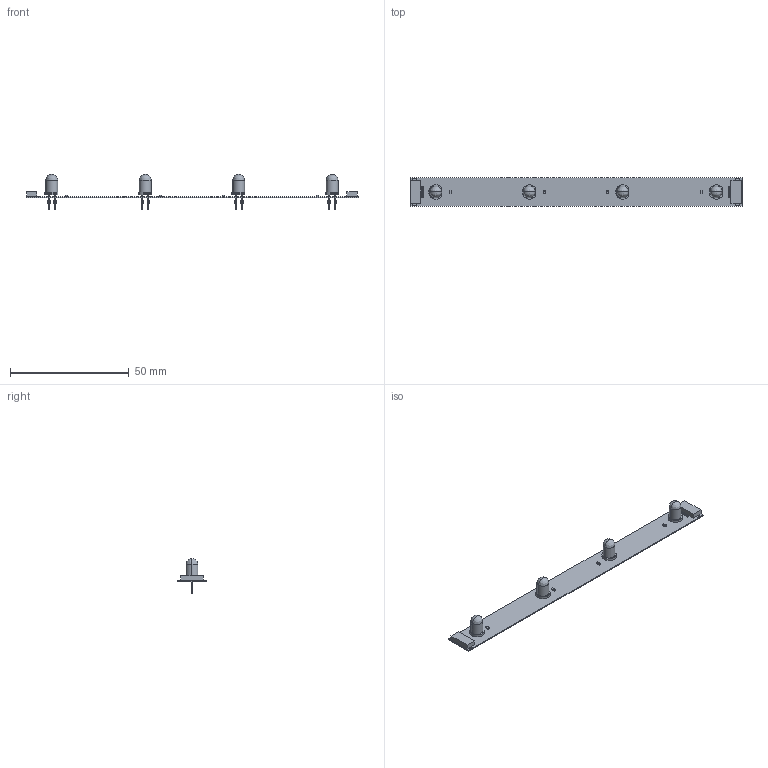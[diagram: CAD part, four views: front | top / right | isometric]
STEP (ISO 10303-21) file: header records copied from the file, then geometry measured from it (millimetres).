
FILE_DESCRIPTION(('Open CASCADE Model'),'2;1');
FILE_NAME('Open CASCADE Shape Model','2022-02-02T22:35:55',('Author'),( 'Open CASCADE'),'Open CASCADE STEP processor 6.8','Open CASCADE 6.8' ,'Unknown');
FILE_SCHEMA(('AUTOMOTIVE_DESIGN { 1 0 10303 214 1 1 1 1 }'));
Length unit declared in the file: millimetre
Products named in the file (39): PCB; Board; Open CASCADE STEP translator 6.8 1.1.1; R4; 5142520480; solidBody; Terminal; solidTop; R3; R2; R1; LED4; ALSRobot-LED_Red_5mm; ALSRobot-LED_Red_5mm_SW3dPS-LEDd5R_Open_CASCADE_STEP_translator_6.2_
836.1; ALSRobot-LED_Red_5mm_SW3dPS-LEDd5R_352699216; ALSRobot-LED_Red_5mm_SW3dPS-LEDd5R_Extruded3; ALSRobot-LED_Red_5mm_SW3dPS-LEDd5R_352705488; ALSRobot-LED_Red_5mm_SW3dPS-LEDd5R_Extruded; ALSRobot-LED_Red_5mm_SW3dPS-LEDd5R_352479760; ALSRobot-LED_Red_5mm_SW3dPS-LEDd5R_Cylinder; ALSRobot-LED_Red_5mm_SW3dPS-LEDd5R_352715600; ALSRobot-LED_Red_5mm_SW3dPS-LEDd5R_Extruded4; ALSRobot-LED_Red_5mm_SW3dPS-LEDd5R_352477856; ALSRobot-LED_Red_5mm_SW3dPS-LEDd5R_Sphere; ALSRobot-LED_Red_5mm_SW3dPS-LEDd5R_352707536; ALSRobot-LED_Red_5mm_SW3dPS-LEDd5R_Extruded2; ALSRobot-LED_Red_5mm_SW3dPS-LEDd5R_352699728; ALSRobot-LED_Red_5mm_SW3dPS-LEDd5R_Extruded1; LED3; LED2; LED1; J2; 5142514960; Body; Pins; J1; 5142516400
Assembly tree (46 placements, depth 6):
  PCB
    Board
      Open CASCADE STEP translator 6.8 1.1.1
    R4
      5142520480
        solidBody
        Terminal
        solidTop
    R3
      5142520480
        solidBody
        Terminal
        solidTop
    R2
      5142520480
        solidBody
        Terminal
        solidTop
    R1
      5142520480
        solidBody
        Terminal
        solidTop
    LED4
      ALSRobot-LED_Red_5mm
        ALSRobot-LED_Red_5mm_SW3dPS-LEDd5R_Open_CASCADE_STEP_translator_6.2_
836.1
          ALSRobot-LED_Red_5mm_SW3dPS-LEDd5R_352699216
            ALSRobot-LED_Red_5mm_SW3dPS-LEDd5R_Extruded3
          ALSRobot-LED_Red_5mm_SW3dPS-LEDd5R_352705488  x2
            ALSRobot-LED_Red_5mm_SW3dPS-LEDd5R_Extruded
          ALSRobot-LED_Red_5mm_SW3dPS-LEDd5R_352479760
            ALSRobot-LED_Red_5mm_SW3dPS-LEDd5R_Cylinder
          ALSRobot-LED_Red_5mm_SW3dPS-LEDd5R_352715600
            ALSRobot-LED_Red_5mm_SW3dPS-LEDd5R_Extruded4
          ALSRobot-LED_Red_5mm_SW3dPS-LEDd5R_352477856
            ALSRobot-LED_Red_5mm_SW3dPS-LEDd5R_Sphere
          ALSRobot-LED_Red_5mm_SW3dPS-LEDd5R_352707536  x2
            ALSRobot-LED_Red_5mm_SW3dPS-LEDd5R_Extruded2
          ALSRobot-LED_Red_5mm_SW3dPS-LEDd5R_352699728
            ALSRobot-LED_Red_5mm_SW3dPS-LEDd5R_Extruded1
    LED3
      ALSRobot-LED_Red_5mm
        ALSRobot-LED_Red_5mm_SW3dPS-LEDd5R_Open_CASCADE_STEP_translator_6.2_
836.1
          ALSRobot-LED_Red_5mm_SW3dPS-LEDd5R_352699216
            ALSRobot-LED_Red_5mm_SW3dPS-LEDd5R_Extruded3
          ALSRobot-LED_Red_5mm_SW3dPS-LEDd5R_352705488  x2
            ALSRobot-LED_Red_5mm_SW3dPS-LEDd5R_Extruded
          ALSRobot-LED_Red_5mm_SW3dPS-LEDd5R_352479760
            ALSRobot-LED_Red_5mm_SW3dPS-LEDd5R_Cylinder
          ALSRobot-LED_Red_5mm_SW3dPS-LEDd5R_352715600
            ALSRobot-LED_Red_5mm_SW3dPS-LEDd5R_Extruded4
          ALSRobot-LED_Red_5mm_SW3dPS-LEDd5R_352477856
            ALSRobot-LED_Red_5mm_SW3dPS-LEDd5R_Sphere
          ALSRobot-LED_Red_5mm_SW3dPS-LEDd5R_352707536  x2
            ALSRobot-LED_Red_5mm_SW3dPS-LEDd5R_Extruded2
          ALSRobot-LED_Red_5mm_SW3dPS-LEDd5R_352699728
            ALSRobot-LED_Red_5mm_SW3dPS-LEDd5R_Extruded1
    LED2
      ALSRobot-LED_Red_5mm
        ALSRobot-LED_Red_5mm_SW3dPS-LEDd5R_Open_CASCADE_STEP_translator_6.2_
836.1
Bounding box: 140 x 12 x 14.8 mm (x, y, z)
Volume: 1560.9 mm3; surface area: 5199.6 mm2
Topology: 75 solids, 83 shells, 622 faces, 1416 edges, 936 vertices
Faces by surface type: plane 598, cylinder 16, bspline 8
Full cylindrical faces by diameter (mm): 1.23 x8
Entity records: 8803 total; most frequent: CARTESIAN_POINT 1333, DIRECTION 1239, ORIENTED_EDGE 1170, EDGE_CURVE 587, LINE 563, VECTOR 563, VERTEX_POINT 392, AXIS2_PLACEMENT_3D 338
